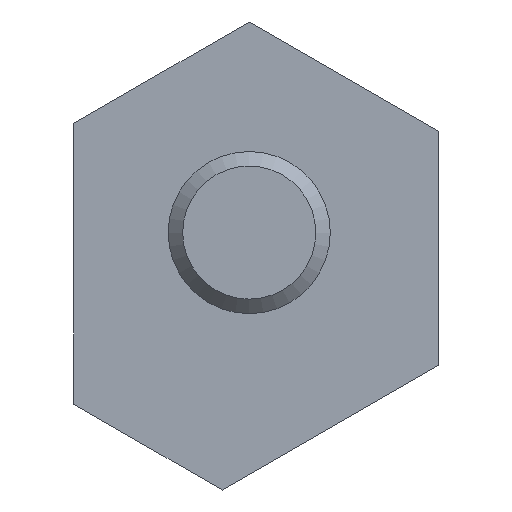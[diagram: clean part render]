
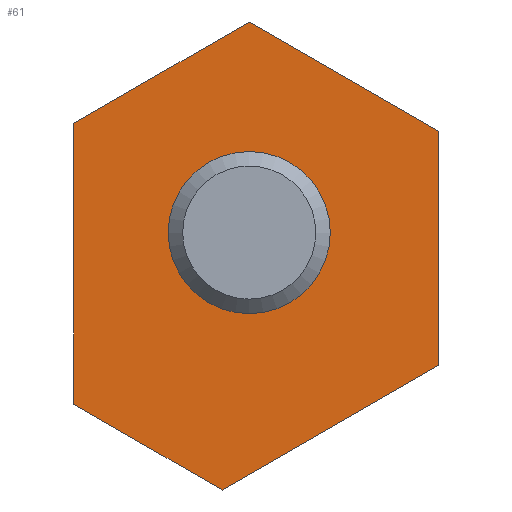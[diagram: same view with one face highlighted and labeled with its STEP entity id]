
A CAD part, front view. The second image highlights one B-rep face of the part: STEP entity #61.
In plain terms, the highlighted planar face has unit normal (0, -1, 0).
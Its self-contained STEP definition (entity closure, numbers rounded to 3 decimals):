
#61 = ADVANCED_FACE( '', ( #133, #134 ), #135, .F. );
#133 = FACE_BOUND( '', #218, .T. );
#134 = FACE_OUTER_BOUND( '', #219, .T. );
#135 = PLANE( '', #220 );
#218 = EDGE_LOOP( '', ( #323 ) );
#219 = EDGE_LOOP( '', ( #324, #325, #326, #327, #328, #329 ) );
#220 = AXIS2_PLACEMENT_3D( '', #330, #331, #332 );
#323 = ORIENTED_EDGE( '', *, *, #481, .F. );
#324 = ORIENTED_EDGE( '', *, *, #482, .F. );
#325 = ORIENTED_EDGE( '', *, *, #483, .F. );
#326 = ORIENTED_EDGE( '', *, *, #484, .F. );
#327 = ORIENTED_EDGE( '', *, *, #464, .F. );
#328 = ORIENTED_EDGE( '', *, *, #459, .F. );
#329 = ORIENTED_EDGE( '', *, *, #485, .F. );
#330 = CARTESIAN_POINT( '', ( 0., 0., 0. ) );
#331 = DIRECTION( '', ( 0., 1., 0. ) );
#332 = DIRECTION( '', ( 0., 0., 1. ) );
#459 = EDGE_CURVE( '', #530, #531, #532, .T. );
#464 = EDGE_CURVE( '', #531, #539, #540, .T. );
#481 = EDGE_CURVE( '', #567, #567, #568, .F. );
#482 = EDGE_CURVE( '', #569, #570, #571, .T. );
#483 = EDGE_CURVE( '', #572, #569, #573, .T. );
#484 = EDGE_CURVE( '', #539, #572, #574, .T. );
#485 = EDGE_CURVE( '', #570, #530, #575, .T. );
#530 = VERTEX_POINT( '', #633 );
#531 = VERTEX_POINT( '', #634 );
#532 = LINE( '', #635, #636 );
#539 = VERTEX_POINT( '', #646 );
#540 = LINE( '', #647, #648 );
#567 = VERTEX_POINT( '', #681 );
#568 = CIRCLE( '', #682, 6. );
#569 = VERTEX_POINT( '', #683 );
#570 = VERTEX_POINT( '', #684 );
#571 = LINE( '', #685, #686 );
#572 = VERTEX_POINT( '', #687 );
#573 = LINE( '', #688, #689 );
#574 = LINE( '', #690, #691 );
#575 = LINE( '', #692, #693 );
#633 = CARTESIAN_POINT( '', ( -13., 0., 8.083 ) );
#634 = CARTESIAN_POINT( '', ( 0., 0., 15.588 ) );
#635 = CARTESIAN_POINT( '', ( -13., 0., 8.083 ) );
#636 = VECTOR( '', #758, 1000. );
#646 = CARTESIAN_POINT( '', ( 14., 0., 7.506 ) );
#647 = CARTESIAN_POINT( '', ( 0., 0., 15.588 ) );
#648 = VECTOR( '', #762, 1000. );
#681 = CARTESIAN_POINT( '', ( 0., 0., 6. ) );
#682 = AXIS2_PLACEMENT_3D( '', #784, #785, #786 );
#683 = CARTESIAN_POINT( '', ( -2., 0., -19.053 ) );
#684 = CARTESIAN_POINT( '', ( -13., 0., -12.702 ) );
#685 = CARTESIAN_POINT( '', ( -2., 0., -19.053 ) );
#686 = VECTOR( '', #787, 1000. );
#687 = CARTESIAN_POINT( '', ( 14., 0., -9.815 ) );
#688 = CARTESIAN_POINT( '', ( 14., 0., -9.815 ) );
#689 = VECTOR( '', #788, 1000. );
#690 = CARTESIAN_POINT( '', ( 14., 0., 7.506 ) );
#691 = VECTOR( '', #789, 1000. );
#692 = CARTESIAN_POINT( '', ( -13., 0., -12.702 ) );
#693 = VECTOR( '', #790, 1000. );
#758 = DIRECTION( '', ( 0.866, 0., 0.5 ) );
#762 = DIRECTION( '', ( 0.866, 0., -0.5 ) );
#784 = CARTESIAN_POINT( '', ( 0., 0., 0. ) );
#785 = DIRECTION( '', ( 0., 1., 0. ) );
#786 = DIRECTION( '', ( 0., 0., 1. ) );
#787 = DIRECTION( '', ( -0.866, 0., 0.5 ) );
#788 = DIRECTION( '', ( -0.866, 0., -0.5 ) );
#789 = DIRECTION( '', ( 0., 0., -1. ) );
#790 = DIRECTION( '', ( 0., 0., 1. ) );
